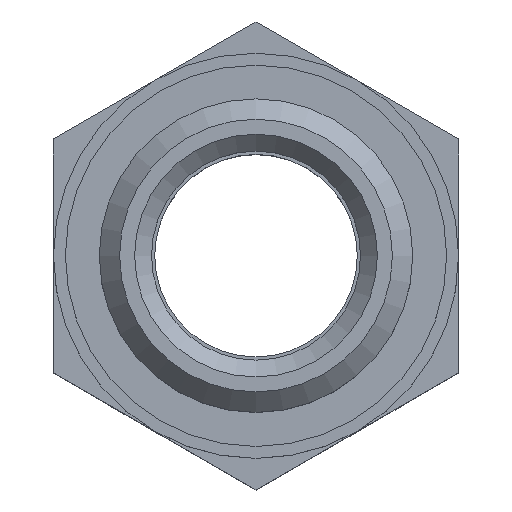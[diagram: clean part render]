
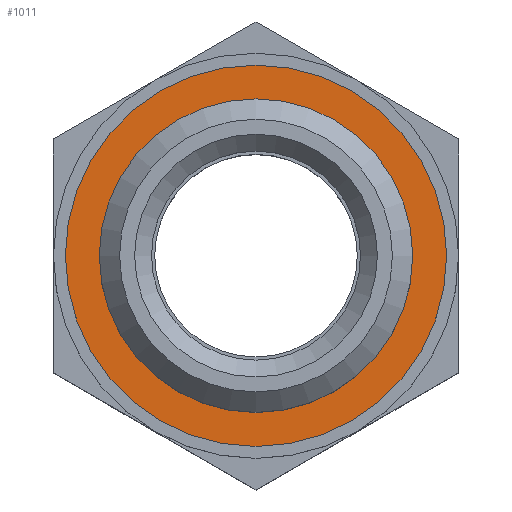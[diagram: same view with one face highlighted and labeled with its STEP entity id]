
A CAD part, top view. The second image highlights one B-rep face of the part: STEP entity #1011.
In plain terms, the highlighted planar face has unit normal (0, 0, 1).
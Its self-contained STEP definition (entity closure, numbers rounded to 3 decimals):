
#202=ORIENTED_EDGE('',*,*,#342,.F.);
#203=ORIENTED_EDGE('',*,*,#341,.T.);
#341=EDGE_CURVE('',#412,#412,#459,.T.);
#342=EDGE_CURVE('',#413,#413,#460,.T.);
#412=VERTEX_POINT('',#1523);
#413=VERTEX_POINT('',#1526);
#459=CIRCLE('',#1092,6.579);
#460=CIRCLE('',#1094,8.);
#516=EDGE_LOOP('',(#202));
#517=EDGE_LOOP('',(#203));
#594=FACE_BOUND('',#516,.T.);
#595=FACE_BOUND('',#517,.T.);
#633=PLANE('',#1093);
#1011=ADVANCED_FACE('',(#594,#595),#633,.F.);
#1092=AXIS2_PLACEMENT_3D('',#1522,#1251,#1252);
#1093=AXIS2_PLACEMENT_3D('',#1524,#1253,#1254);
#1094=AXIS2_PLACEMENT_3D('',#1525,#1255,#1256);
#1251=DIRECTION('',(0.,0.,-1.));
#1252=DIRECTION('',(-1.,0.,0.));
#1253=DIRECTION('',(0.,0.,-1.));
#1254=DIRECTION('',(-1.,0.,0.));
#1255=DIRECTION('',(0.,0.,-1.));
#1256=DIRECTION('',(-1.,0.,0.));
#1522=CARTESIAN_POINT('',(0.,0.,0.));
#1523=CARTESIAN_POINT('',(-6.579,0.,0.));
#1524=CARTESIAN_POINT('',(0.,0.,0.));
#1525=CARTESIAN_POINT('',(0.,0.,0.));
#1526=CARTESIAN_POINT('',(-8.,0.,0.));
